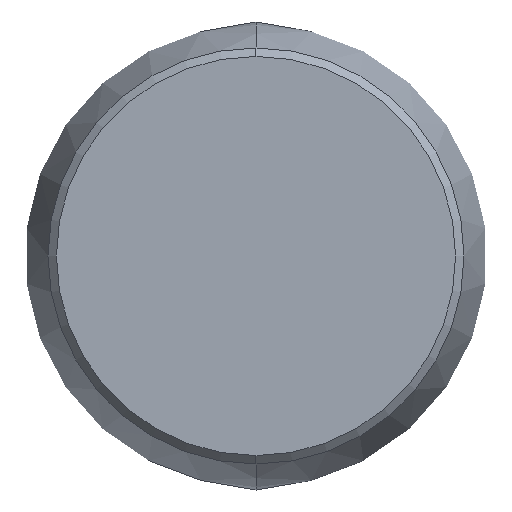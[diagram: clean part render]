
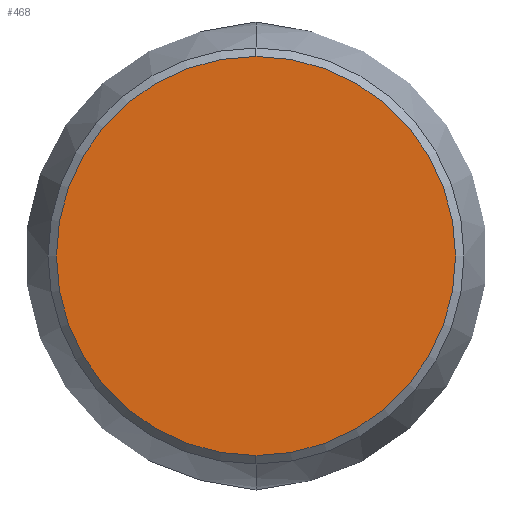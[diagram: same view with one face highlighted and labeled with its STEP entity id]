
A CAD part, left-side view. The second image highlights one B-rep face of the part: STEP entity #468.
In plain terms, the highlighted planar face has unit normal (-1, 0, 0).
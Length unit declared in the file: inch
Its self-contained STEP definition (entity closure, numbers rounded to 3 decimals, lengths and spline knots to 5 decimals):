
#131 = AXIS2_PLACEMENT_3D ( 'NONE', #1234, #1941, #1423 ) ;
#262 = AXIS2_PLACEMENT_3D ( 'NONE', #920, #886, #950 ) ;
#468 = ADVANCED_FACE ( 'NONE', ( #1926 ), #732, .F. ) ;
#515 = VERTEX_POINT ( 'NONE', #1249 ) ;
#682 = CIRCLE ( 'NONE', #1942, 0.02495 ) ;
#732 = PLANE ( 'NONE',  #262 ) ;
#886 = DIRECTION ( 'NONE',  ( 1., 0., 0. ) ) ;
#914 = EDGE_CURVE ( 'NONE', #515, #1291, #1222, .T. ) ;
#920 = CARTESIAN_POINT ( 'NONE',  ( 0., -0.02045, 0. ) ) ;
#950 = DIRECTION ( 'NONE',  ( 0., 0., 1. ) ) ;
#1195 = DIRECTION ( 'NONE',  ( 0., 0., 1. ) ) ;
#1204 = DIRECTION ( 'NONE',  ( 1., 0., 0. ) ) ;
#1212 = CARTESIAN_POINT ( 'NONE',  ( 0., 0., 0. ) ) ;
#1222 = CIRCLE ( 'NONE', #131, 0.02495 ) ;
#1234 = CARTESIAN_POINT ( 'NONE',  ( 0., 0., 0. ) ) ;
#1239 = EDGE_LOOP ( 'NONE', ( #1492, #1475 ) ) ;
#1249 = CARTESIAN_POINT ( 'NONE',  ( 0., 0., -0.02495 ) ) ;
#1291 = VERTEX_POINT ( 'NONE', #1756 ) ;
#1423 = DIRECTION ( 'NONE',  ( 0., 0., 1. ) ) ;
#1475 = ORIENTED_EDGE ( 'NONE', *, *, #914, .F. ) ;
#1492 = ORIENTED_EDGE ( 'NONE', *, *, #1899, .F. ) ;
#1756 = CARTESIAN_POINT ( 'NONE',  ( 0., 0., 0.02495 ) ) ;
#1899 = EDGE_CURVE ( 'NONE', #1291, #515, #682, .T. ) ;
#1926 = FACE_OUTER_BOUND ( 'NONE', #1239, .T. ) ;
#1941 = DIRECTION ( 'NONE',  ( 1., 0., 0. ) ) ;
#1942 = AXIS2_PLACEMENT_3D ( 'NONE', #1212, #1204, #1195 ) ;
